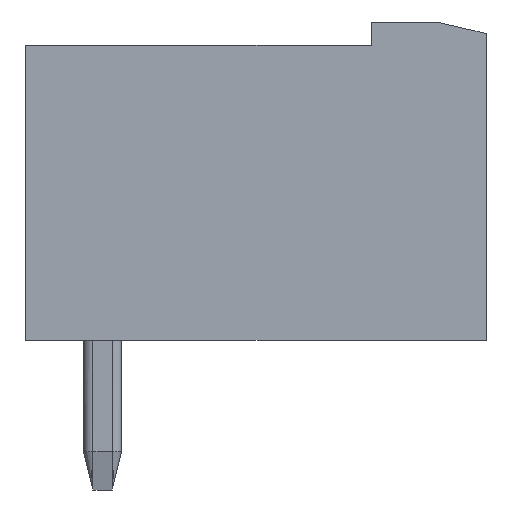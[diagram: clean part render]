
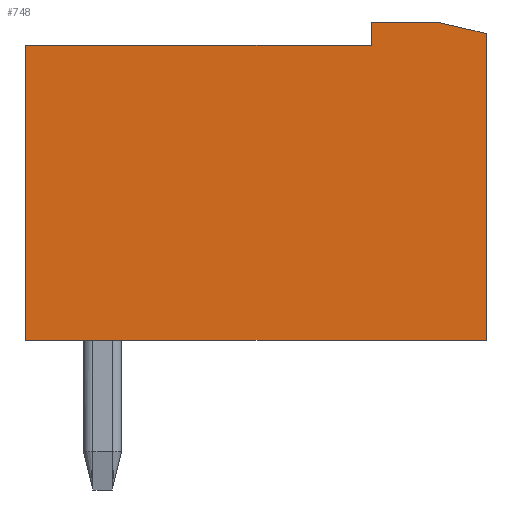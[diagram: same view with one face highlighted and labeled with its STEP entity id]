
A CAD part, left-side view. The second image highlights one B-rep face of the part: STEP entity #748.
In plain terms, the highlighted planar face has unit normal (-1, 0, 0).
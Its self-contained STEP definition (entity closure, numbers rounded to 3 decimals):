
#704=AXIS2_PLACEMENT_3D('Plane Axis2P3D',#701,#702,#703) ;
#317=CARTESIAN_POINT('Vertex',(0.,0.,11.9)) ;
#320=CARTESIAN_POINT('Line Origine',(0.,0.,7.9)) ;
#324=CARTESIAN_POINT('Vertex',(0.,0.,3.9)) ;
#685=CARTESIAN_POINT('Vertex',(0.,1.3,12.2)) ;
#688=CARTESIAN_POINT('Line Origine',(0.,0.65,12.05)) ;
#701=CARTESIAN_POINT('Axis2P3D Location',(0.,12.,3.9)) ;
#706=CARTESIAN_POINT('Line Origine',(0.,12.,7.75)) ;
#710=CARTESIAN_POINT('Vertex',(0.,12.,11.6)) ;
#712=CARTESIAN_POINT('Vertex',(0.,12.,3.9)) ;
#715=CARTESIAN_POINT('Line Origine',(0.,6.,3.9)) ;
#720=CARTESIAN_POINT('Line Origine',(0.,2.15,12.2)) ;
#724=CARTESIAN_POINT('Vertex',(0.,3.,12.2)) ;
#727=CARTESIAN_POINT('Line Origine',(0.,3.,11.9)) ;
#731=CARTESIAN_POINT('Vertex',(0.,3.,11.6)) ;
#734=CARTESIAN_POINT('Line Origine',(0.,7.5,11.6)) ;
#321=DIRECTION('Vector Direction',(0.,0.,1.)) ;
#689=DIRECTION('Vector Direction',(0.,0.974,0.225)) ;
#702=DIRECTION('Axis2P3D Direction',(1.,0.,0.)) ;
#703=DIRECTION('Axis2P3D XDirection',(0.,1.,0.)) ;
#707=DIRECTION('Vector Direction',(0.,0.,-1.)) ;
#716=DIRECTION('Vector Direction',(0.,-1.,0.)) ;
#721=DIRECTION('Vector Direction',(0.,1.,0.)) ;
#728=DIRECTION('Vector Direction',(0.,0.,-1.)) ;
#735=DIRECTION('Vector Direction',(0.,1.,0.)) ;
#322=VECTOR('Line Direction',#321,1.) ;
#690=VECTOR('Line Direction',#689,1.) ;
#708=VECTOR('Line Direction',#707,1.) ;
#717=VECTOR('Line Direction',#716,1.) ;
#722=VECTOR('Line Direction',#721,1.) ;
#729=VECTOR('Line Direction',#728,1.) ;
#736=VECTOR('Line Direction',#735,1.) ;
#740=ORIENTED_EDGE('',*,*,#714,.T.) ;
#741=ORIENTED_EDGE('',*,*,#719,.T.) ;
#742=ORIENTED_EDGE('',*,*,#326,.T.) ;
#743=ORIENTED_EDGE('',*,*,#692,.T.) ;
#744=ORIENTED_EDGE('',*,*,#726,.T.) ;
#745=ORIENTED_EDGE('',*,*,#733,.T.) ;
#746=ORIENTED_EDGE('',*,*,#738,.T.) ;
#748=ADVANCED_FACE('body',(#747),#705,.F.) ;
#326=EDGE_CURVE('',#325,#318,#323,.T.) ;
#692=EDGE_CURVE('',#318,#686,#691,.T.) ;
#714=EDGE_CURVE('',#711,#713,#709,.T.) ;
#719=EDGE_CURVE('',#713,#325,#718,.T.) ;
#726=EDGE_CURVE('',#686,#725,#723,.T.) ;
#733=EDGE_CURVE('',#725,#732,#730,.T.) ;
#738=EDGE_CURVE('',#732,#711,#737,.T.) ;
#739=EDGE_LOOP('',(#740,#741,#742,#743,#744,#745,#746)) ;
#747=FACE_OUTER_BOUND('',#739,.T.) ;
#323=LINE('Line',#320,#322) ;
#691=LINE('Line',#688,#690) ;
#709=LINE('Line',#706,#708) ;
#718=LINE('Line',#715,#717) ;
#723=LINE('Line',#720,#722) ;
#730=LINE('Line',#727,#729) ;
#737=LINE('Line',#734,#736) ;
#705=PLANE('',#704) ;
#318=VERTEX_POINT('',#317) ;
#325=VERTEX_POINT('',#324) ;
#686=VERTEX_POINT('',#685) ;
#711=VERTEX_POINT('',#710) ;
#713=VERTEX_POINT('',#712) ;
#725=VERTEX_POINT('',#724) ;
#732=VERTEX_POINT('',#731) ;
